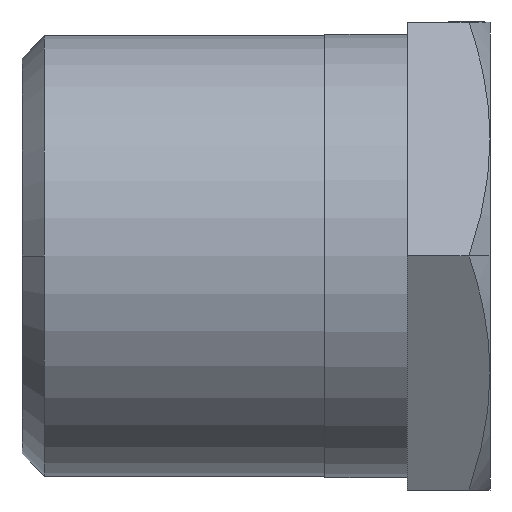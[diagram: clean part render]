
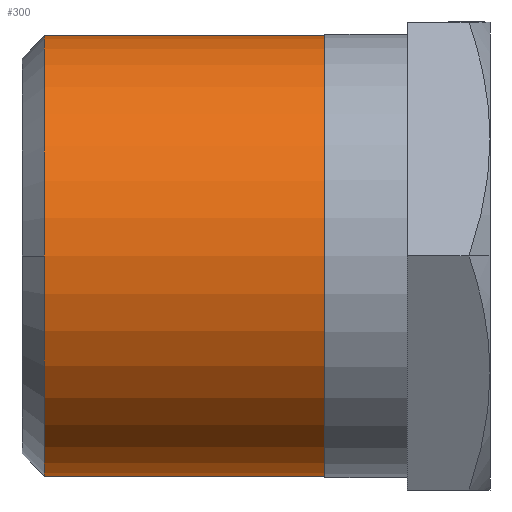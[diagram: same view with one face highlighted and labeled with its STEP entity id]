
A CAD part, front view. The second image highlights one B-rep face of the part: STEP entity #300.
In plain terms, the highlighted cylindrical face has radius 8 mm (diameter 16 mm), a partial arc.
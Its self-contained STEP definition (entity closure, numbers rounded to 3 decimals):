
#190=EDGE_CURVE('',#404,#266,#479,.T.);
#208=EDGE_CURVE('',#266,#258,#499,.T.);
#258=VERTEX_POINT('',#558);
#266=VERTEX_POINT('',#566);
#268=EDGE_CURVE('',#258,#276,#568,.T.);
#274=VERTEX_POINT('',#574);
#276=VERTEX_POINT('',#576);
#282=EDGE_CURVE('',#274,#404,#582,.T.);
#300=ADVANCED_FACE('',(#601),#602,.T.);
#302=EDGE_CURVE('',#274,#276,#604,.T.);
#404=VERTEX_POINT('',#715);
#479=CIRCLE('',#794,8.0);
#499=CIRCLE('',#824,8.0);
#558=CARTESIAN_POINT('',(0.812,0.,-8.0));
#566=CARTESIAN_POINT('',(0.812,-8.0,0.));
#568=LINE('',#944,#945);
#574=CARTESIAN_POINT('',(11.0,0.,8.0));
#576=CARTESIAN_POINT('',(11.0,0.0,-8.0));
#582=LINE('',#973,#974);
#601=FACE_OUTER_BOUND('',#1011,.T.);
#602=CYLINDRICAL_SURFACE('',#1012,8.0);
#604=CIRCLE('',#1015,8.0);
#715=CARTESIAN_POINT('',(0.812,0.,8.0));
#794=AXIS2_PLACEMENT_3D('',#1335,#1336,#1337);
#824=AXIS2_PLACEMENT_3D('',#1362,#1363,#1364);
#944=CARTESIAN_POINT('',(5.5,0.,-8.0));
#945=VECTOR('',#1458,1.0);
#973=CARTESIAN_POINT('',(5.5,0.,8.0));
#974=VECTOR('',#1462,1.0);
#1011=EDGE_LOOP('',(#1484,#1485,#1486,#1487,#1488));
#1012=AXIS2_PLACEMENT_3D('',#1489,#1490,#1491);
#1015=AXIS2_PLACEMENT_3D('',#1492,#1493,#1494);
#1335=CARTESIAN_POINT('',(0.812,0.0,0.0));
#1336=DIRECTION('',(1.0,0.0,0.));
#1337=DIRECTION('',(0.,0.0,-1.0));
#1362=CARTESIAN_POINT('',(0.812,0.0,0.0));
#1363=DIRECTION('',(1.0,0.0,0.));
#1364=DIRECTION('',(0.,0.0,-1.0));
#1458=DIRECTION('',(1.0,0.0,0.0));
#1462=DIRECTION('',(-1.0,-0.0,-0.0));
#1484=ORIENTED_EDGE('',*,*,#268,.T.);
#1485=ORIENTED_EDGE('',*,*,#302,.F.);
#1486=ORIENTED_EDGE('',*,*,#282,.T.);
#1487=ORIENTED_EDGE('',*,*,#190,.T.);
#1488=ORIENTED_EDGE('',*,*,#208,.T.);
#1489=CARTESIAN_POINT('',(5.5,0.0,0.0));
#1490=DIRECTION('',(-1.0,-0.0,-0.0));
#1491=DIRECTION('',(0.0,0.0,-1.0));
#1492=CARTESIAN_POINT('',(11.0,0.0,0.0));
#1493=DIRECTION('',(1.0,0.0,0.0));
#1494=DIRECTION('',(0.0,0.0,-1.0));
